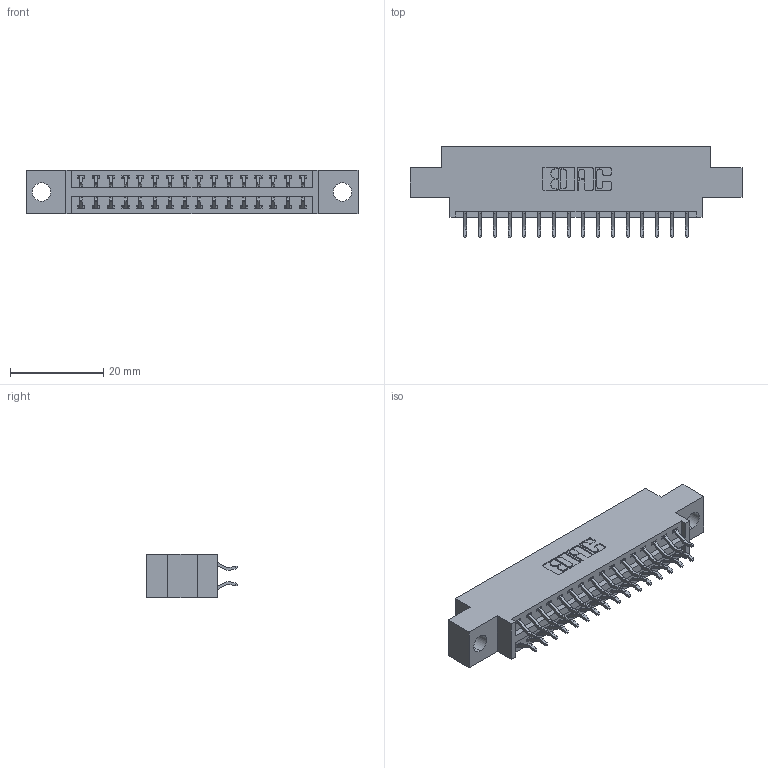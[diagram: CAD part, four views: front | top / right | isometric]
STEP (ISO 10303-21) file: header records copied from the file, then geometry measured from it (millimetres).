
FILE_DESCRIPTION (( 'STEP AP203' ), '1' );
FILE_NAME ('396-032-556-804.STEP', '2019-11-01T20:09:25', ( '' ), ( '' ), 'SwSTEP 2.0', 'SolidWorks 2016', '' );
FILE_SCHEMA (( 'CONFIG_CONTROL_DESIGN' ));
Length unit declared in the file: inch
Products named in the file (3): 346 Part_0.170 Offset - 0.156 Dia-TH; 345-292-001_556 Tail; 396-032-556-804
Assembly tree (33 placements, depth 2):
  396-032-556-804
    346 Part_0.170 Offset - 0.156 Dia-TH
    345-292-001_556 Tail  x32
Bounding box: 71.37 x 19.57 x 9.4 mm (x, y, z)
Volume: 6514.2 mm3; surface area: 8508.8 mm2
Topology: 33 solids, 33 shells, 1982 faces, 5877 edges, 3874 vertices
Faces by surface type: plane 1328, cylinder 654
Entity records: 14297 total; most frequent: CARTESIAN_POINT 2408, ORIENTED_EDGE 2330, DIRECTION 2161, EDGE_CURVE 1165, VECTOR 961, LINE 961, VERTEX_POINT 774, AXIS2_PLACEMENT_3D 600
